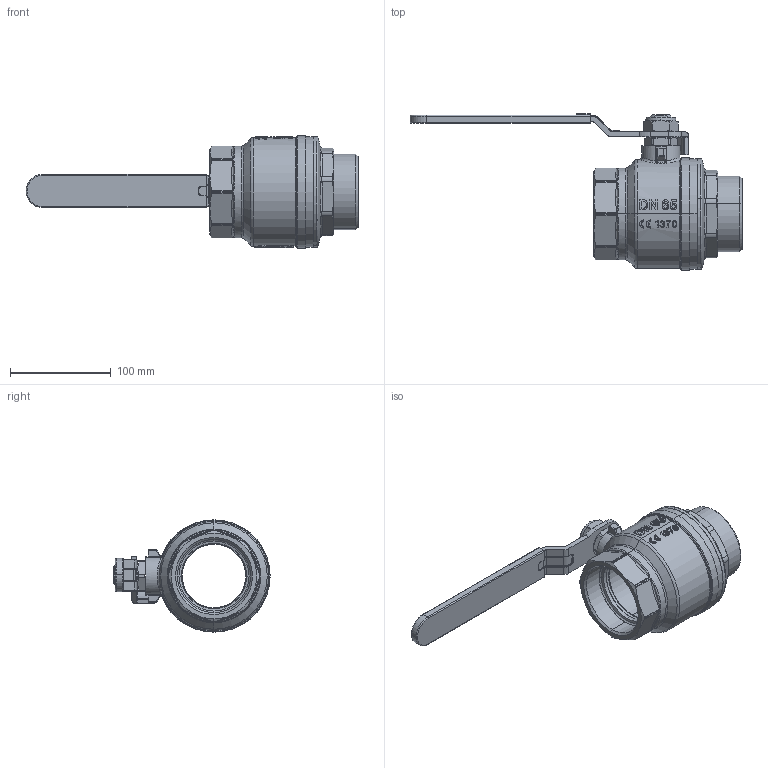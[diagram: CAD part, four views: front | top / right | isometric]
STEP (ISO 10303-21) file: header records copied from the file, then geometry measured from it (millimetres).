
FILE_DESCRIPTION (( 'STEP AP203' ), '1' );
FILE_NAME ('0812N410-surface.step', '2013-03-27T08:16:58', ( ' ' ), ( '' ), 'SwSTEP 2.0', 'SolidWorks 2011', '' );
FILE_SCHEMA (( 'CONFIG_CONTROL_DESIGN' ));
Length unit declared in the file: millimetre
Products named in the file (1): 0812N410-surface
Bounding box: 329.52 x 155.16 x 111.5 mm (x, y, z)
Surface area: 130834.2 mm2 (no closed solid volume)
Topology: 0 solids, 14 shells, 736 faces, 2338 edges, 1531 vertices
Faces by surface type: plane 340, cylinder 201, torus 71, bspline 61, cone 52, sphere 11
Entity records: 29977 total; most frequent: CARTESIAN_POINT 11600, ORIENTED_EDGE 4059, DIRECTION 3469, EDGE_CURVE 2332, VERTEX_POINT 1531, AXIS2_PLACEMENT_3D 1308, VECTOR 853, LINE 853
